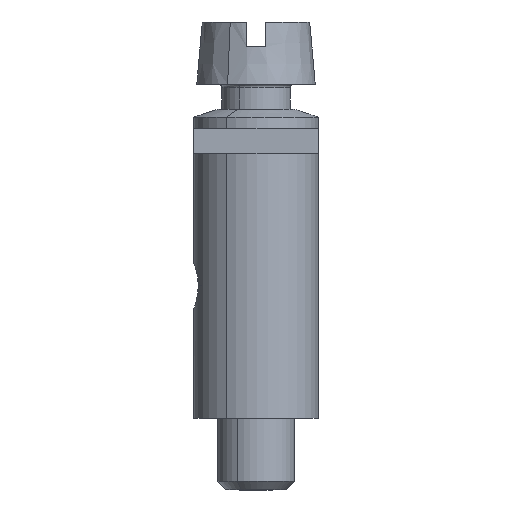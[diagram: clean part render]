
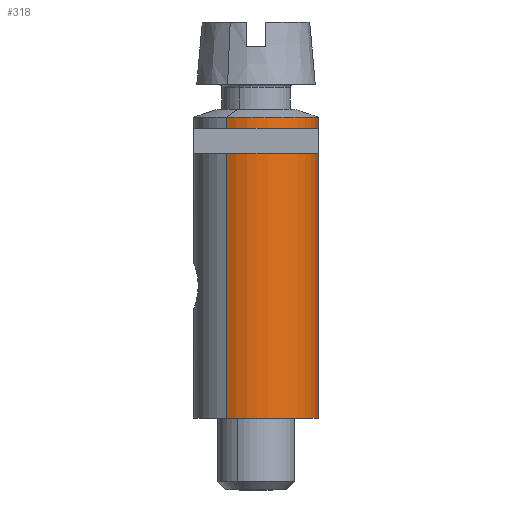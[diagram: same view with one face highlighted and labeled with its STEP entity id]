
A CAD part, left-side view. The second image highlights one B-rep face of the part: STEP entity #318.
In plain terms, the highlighted cylindrical face has radius 2 mm (diameter 4 mm), a partial arc.
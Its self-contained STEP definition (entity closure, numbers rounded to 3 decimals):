
#73=AXIS2_PLACEMENT_3D('Circle Axis2P3D',#71,#72,$) ;
#291=AXIS2_PLACEMENT_3D('Cylinder Axis2P3D',#288,#289,#290) ;
#295=AXIS2_PLACEMENT_3D('Circle Axis2P3D',#293,#294,$) ;
#40=CARTESIAN_POINT('Vertex',(0.745,2.959,11.95)) ;
#42=CARTESIAN_POINT('Vertex',(4.255,1.041,11.95)) ;
#71=CARTESIAN_POINT('Axis2P3D Location',(2.5,2.,11.95)) ;
#288=CARTESIAN_POINT('Axis2P3D Location',(2.5,2.,7.5)) ;
#293=CARTESIAN_POINT('Axis2P3D Location',(2.5,2.,2.3)) ;
#297=CARTESIAN_POINT('Vertex',(4.255,1.041,2.3)) ;
#299=CARTESIAN_POINT('Vertex',(0.745,2.959,2.3)) ;
#302=CARTESIAN_POINT('Line Origine',(4.255,1.041,7.125)) ;
#307=CARTESIAN_POINT('Line Origine',(0.745,2.959,7.125)) ;
#72=DIRECTION('Axis2P3D Direction',(0.,0.,-1.)) ;
#289=DIRECTION('Axis2P3D Direction',(0.,0.,-1.)) ;
#290=DIRECTION('Axis2P3D XDirection',(-0.878,0.479,0.)) ;
#294=DIRECTION('Axis2P3D Direction',(0.,0.,-1.)) ;
#303=DIRECTION('Vector Direction',(0.,0.,-1.)) ;
#308=DIRECTION('Vector Direction',(0.,0.,-1.)) ;
#304=VECTOR('Line Direction',#303,1.) ;
#309=VECTOR('Line Direction',#308,1.) ;
#313=ORIENTED_EDGE('',*,*,#301,.F.) ;
#314=ORIENTED_EDGE('',*,*,#306,.T.) ;
#315=ORIENTED_EDGE('',*,*,#75,.T.) ;
#316=ORIENTED_EDGE('',*,*,#311,.F.) ;
#318=ADVANCED_FACE('Hauptk\X2\00F6\X0\rper',(#317),#292,.T.) ;
#74=CIRCLE('generated circle',#73,2.) ;
#296=CIRCLE('generated circle',#295,2.) ;
#292=CYLINDRICAL_SURFACE('generated cylinder',#291,2.) ;
#75=EDGE_CURVE('',#43,#41,#74,.T.) ;
#301=EDGE_CURVE('',#298,#300,#296,.T.) ;
#306=EDGE_CURVE('',#298,#43,#305,.F.) ;
#311=EDGE_CURVE('',#300,#41,#310,.F.) ;
#312=EDGE_LOOP('',(#313,#314,#315,#316)) ;
#317=FACE_OUTER_BOUND('',#312,.T.) ;
#305=LINE('Line',#302,#304) ;
#310=LINE('Line',#307,#309) ;
#41=VERTEX_POINT('',#40) ;
#43=VERTEX_POINT('',#42) ;
#298=VERTEX_POINT('',#297) ;
#300=VERTEX_POINT('',#299) ;
